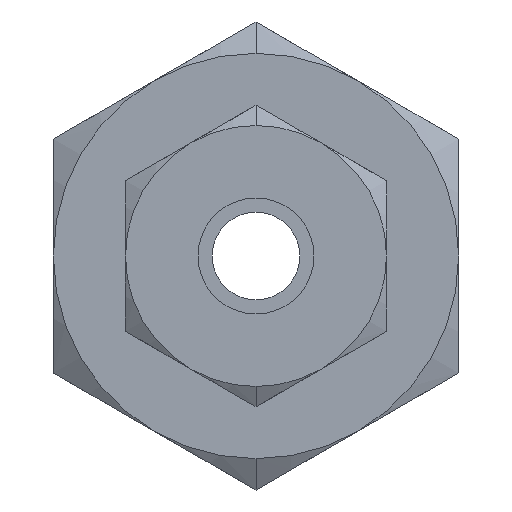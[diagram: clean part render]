
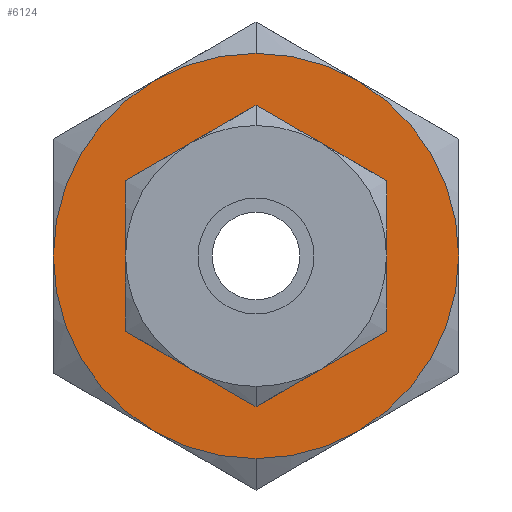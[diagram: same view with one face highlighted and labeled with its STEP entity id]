
A CAD part, left-side view. The second image highlights one B-rep face of the part: STEP entity #6124.
In plain terms, the highlighted planar face has unit normal (-1, 0, 0).
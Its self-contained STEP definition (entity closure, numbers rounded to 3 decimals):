
#92 = CIRCLE ( 'NONE', #3295, 11.1 ) ;
#191 = AXIS2_PLACEMENT_3D ( 'NONE', #706, #6274, #4902 ) ;
#206 = VERTEX_POINT ( 'NONE', #5408 ) ;
#217 = CIRCLE ( 'NONE', #5309, 4.477 ) ;
#422 = EDGE_CURVE ( 'NONE', #5051, #1012, #5058, .T. ) ;
#515 = PLANE ( 'NONE',  #5756 ) ;
#588 = EDGE_LOOP ( 'NONE', ( #2561, #6445, #899, #5520, #8981, #6009, #2733, #852 ) ) ;
#599 = DIRECTION ( 'NONE',  ( 0., 1., 0. ) ) ;
#676 = EDGE_CURVE ( 'NONE', #206, #6585, #2697, .T. ) ;
#706 = CARTESIAN_POINT ( 'NONE',  ( 17.8, 0., 0. ) ) ;
#718 = DIRECTION ( 'NONE',  ( -1., 0., 0. ) ) ;
#750 = CARTESIAN_POINT ( 'NONE',  ( 17.8, 0., 0. ) ) ;
#847 = DIRECTION ( 'NONE',  ( 0., 0., -1. ) ) ;
#852 = ORIENTED_EDGE ( 'NONE', *, *, #7466, .T. ) ;
#872 = DIRECTION ( 'NONE',  ( -1., 0., 0. ) ) ;
#899 = ORIENTED_EDGE ( 'NONE', *, *, #422, .T. ) ;
#960 = CARTESIAN_POINT ( 'NONE',  ( 17.8, 0., 0. ) ) ;
#1012 = VERTEX_POINT ( 'NONE', #1324 ) ;
#1045 = AXIS2_PLACEMENT_3D ( 'NONE', #750, #8592, #2324 ) ;
#1176 = FACE_OUTER_BOUND ( 'NONE', #588, .T. ) ;
#1180 = AXIS2_PLACEMENT_3D ( 'NONE', #1284, #3349, #6229 ) ;
#1274 = DIRECTION ( 'NONE',  ( -1., 0., 0. ) ) ;
#1284 = CARTESIAN_POINT ( 'NONE',  ( 17.8, 0., 0. ) ) ;
#1324 = CARTESIAN_POINT ( 'NONE',  ( 17.8, 11.1, 0. ) ) ;
#1347 = DIRECTION ( 'NONE',  ( -1., 0., 0. ) ) ;
#1447 = EDGE_CURVE ( 'NONE', #5488, #5641, #92, .T. ) ;
#1908 = CARTESIAN_POINT ( 'NONE',  ( 17.8, 0., 0. ) ) ;
#1985 = DIRECTION ( 'NONE',  ( 0., 0.5, -0.866 ) ) ;
#2324 = DIRECTION ( 'NONE',  ( 0., -0.5, -0.866 ) ) ;
#2561 = ORIENTED_EDGE ( 'NONE', *, *, #1447, .T. ) ;
#2576 = CARTESIAN_POINT ( 'NONE',  ( 17.8, 5.55, -9.613 ) ) ;
#2596 = DIRECTION ( 'NONE',  ( 0., -1., 0. ) ) ;
#2697 = CIRCLE ( 'NONE', #9005, 11.1 ) ;
#2733 = ORIENTED_EDGE ( 'NONE', *, *, #3839, .T. ) ;
#2766 = CARTESIAN_POINT ( 'NONE',  ( 17.8, 0., 11.1 ) ) ;
#2771 = CARTESIAN_POINT ( 'NONE',  ( 17.8, 0., -4.477 ) ) ;
#3295 = AXIS2_PLACEMENT_3D ( 'NONE', #960, #872, #4470 ) ;
#3349 = DIRECTION ( 'NONE',  ( -1., 0., 0. ) ) ;
#3402 = VERTEX_POINT ( 'NONE', #2576 ) ;
#3534 = AXIS2_PLACEMENT_3D ( 'NONE', #8307, #1347, #1985 ) ;
#3542 = CARTESIAN_POINT ( 'NONE',  ( 17.8, 0., 0. ) ) ;
#3689 = CIRCLE ( 'NONE', #1045, 11.1 ) ;
#3694 = CARTESIAN_POINT ( 'NONE',  ( 17.8, -5.55, -9.613 ) ) ;
#3748 = EDGE_CURVE ( 'NONE', #5641, #5051, #7055, .T. ) ;
#3770 = EDGE_CURVE ( 'NONE', #1012, #3402, #6318, .T. ) ;
#3839 = EDGE_CURVE ( 'NONE', #6585, #4284, #3689, .T. ) ;
#4063 = DIRECTION ( 'NONE',  ( 0., 0.5, 0.866 ) ) ;
#4284 = VERTEX_POINT ( 'NONE', #4631 ) ;
#4470 = DIRECTION ( 'NONE',  ( 0., -0.5, 0.866 ) ) ;
#4587 = AXIS2_PLACEMENT_3D ( 'NONE', #7553, #1274, #4063 ) ;
#4631 = CARTESIAN_POINT ( 'NONE',  ( 17.8, -11.1, 0. ) ) ;
#4902 = DIRECTION ( 'NONE',  ( 0., 1., 0. ) ) ;
#5051 = VERTEX_POINT ( 'NONE', #8563 ) ;
#5058 = CIRCLE ( 'NONE', #4587, 11.1 ) ;
#5066 = DIRECTION ( 'NONE',  ( 0., 0., 1. ) ) ;
#5093 = VERTEX_POINT ( 'NONE', #7878 ) ;
#5144 = AXIS2_PLACEMENT_3D ( 'NONE', #3542, #8568, #5774 ) ;
#5288 = CIRCLE ( 'NONE', #5144, 4.477 ) ;
#5309 = AXIS2_PLACEMENT_3D ( 'NONE', #7816, #8498, #5066 ) ;
#5408 = CARTESIAN_POINT ( 'NONE',  ( 17.8, 0., -11.1 ) ) ;
#5488 = VERTEX_POINT ( 'NONE', #7345 ) ;
#5520 = ORIENTED_EDGE ( 'NONE', *, *, #3770, .T. ) ;
#5641 = VERTEX_POINT ( 'NONE', #2766 ) ;
#5654 = ORIENTED_EDGE ( 'NONE', *, *, #8514, .T. ) ;
#5756 = AXIS2_PLACEMENT_3D ( 'NONE', #1908, #8325, #599 ) ;
#5761 = ORIENTED_EDGE ( 'NONE', *, *, #6508, .T. ) ;
#5774 = DIRECTION ( 'NONE',  ( 0., 0., -1. ) ) ;
#6009 = ORIENTED_EDGE ( 'NONE', *, *, #676, .T. ) ;
#6124 = ADVANCED_FACE ( 'NONE', ( #7458, #1176 ), #515, .F. ) ;
#6214 = CARTESIAN_POINT ( 'NONE',  ( 17.8, 0., 0. ) ) ;
#6229 = DIRECTION ( 'NONE',  ( 0., 0., 1. ) ) ;
#6274 = DIRECTION ( 'NONE',  ( -1., 0., 0. ) ) ;
#6318 = CIRCLE ( 'NONE', #191, 11.1 ) ;
#6445 = ORIENTED_EDGE ( 'NONE', *, *, #3748, .T. ) ;
#6508 = EDGE_CURVE ( 'NONE', #5093, #8957, #217, .T. ) ;
#6585 = VERTEX_POINT ( 'NONE', #3694 ) ;
#6800 = AXIS2_PLACEMENT_3D ( 'NONE', #6214, #8910, #2596 ) ;
#6984 = CARTESIAN_POINT ( 'NONE',  ( 17.8, 0., 0. ) ) ;
#7055 = CIRCLE ( 'NONE', #1180, 11.1 ) ;
#7345 = CARTESIAN_POINT ( 'NONE',  ( 17.8, -5.55, 9.613 ) ) ;
#7458 = FACE_BOUND ( 'NONE', #7460, .T. ) ;
#7460 = EDGE_LOOP ( 'NONE', ( #5761, #5654 ) ) ;
#7466 = EDGE_CURVE ( 'NONE', #4284, #5488, #8548, .T. ) ;
#7553 = CARTESIAN_POINT ( 'NONE',  ( 17.8, 0., 0. ) ) ;
#7816 = CARTESIAN_POINT ( 'NONE',  ( 17.8, 0., 0. ) ) ;
#7878 = CARTESIAN_POINT ( 'NONE',  ( 17.8, 0., 4.477 ) ) ;
#7936 = CIRCLE ( 'NONE', #3534, 11.1 ) ;
#8307 = CARTESIAN_POINT ( 'NONE',  ( 17.8, 0., 0. ) ) ;
#8325 = DIRECTION ( 'NONE',  ( 1., 0., 0. ) ) ;
#8498 = DIRECTION ( 'NONE',  ( 1., 0., 0. ) ) ;
#8514 = EDGE_CURVE ( 'NONE', #8957, #5093, #5288, .T. ) ;
#8548 = CIRCLE ( 'NONE', #6800, 11.1 ) ;
#8563 = CARTESIAN_POINT ( 'NONE',  ( 17.8, 5.55, 9.613 ) ) ;
#8568 = DIRECTION ( 'NONE',  ( 1., 0., 0. ) ) ;
#8592 = DIRECTION ( 'NONE',  ( -1., 0., 0. ) ) ;
#8910 = DIRECTION ( 'NONE',  ( -1., 0., 0. ) ) ;
#8957 = VERTEX_POINT ( 'NONE', #2771 ) ;
#8965 = EDGE_CURVE ( 'NONE', #3402, #206, #7936, .T. ) ;
#8981 = ORIENTED_EDGE ( 'NONE', *, *, #8965, .T. ) ;
#9005 = AXIS2_PLACEMENT_3D ( 'NONE', #6984, #718, #847 ) ;
